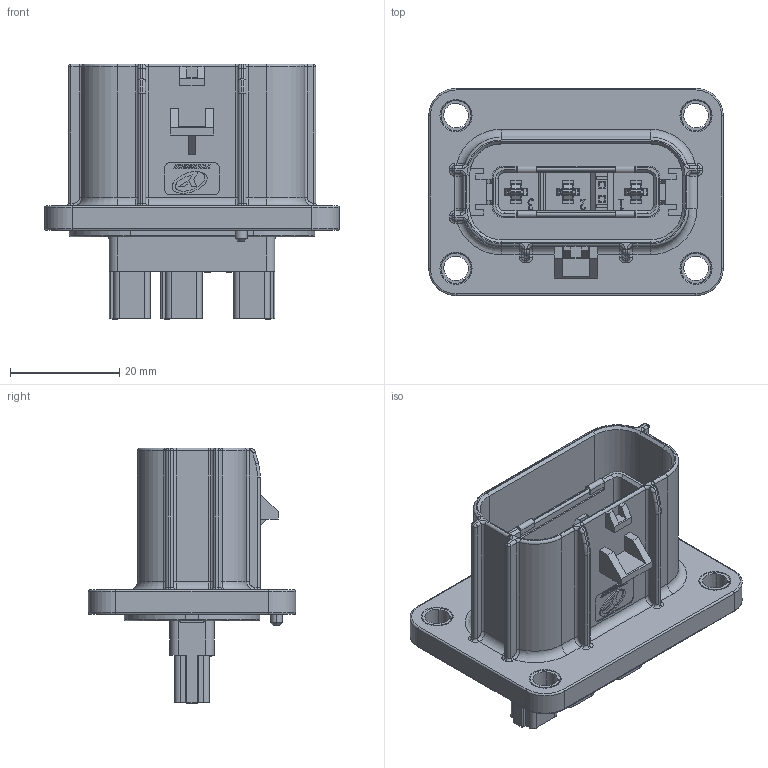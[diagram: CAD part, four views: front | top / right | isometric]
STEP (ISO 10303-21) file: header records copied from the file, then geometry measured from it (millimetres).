
FILE_DESCRIPTION (( 'STEP AP203' ), '1' );
FILE_NAME ('YG1017插座三维数模.STEP', '2017-07-10T11:03:33', ( 'admin' ), ( ' ' ), 'SwSTEP 2.0', 'SolidWorks 2012', '' );
FILE_SCHEMA (( 'CONFIG_CONTROL_DESIGN' ));
Length unit declared in the file: millimetre
Products named in the file (1): YG1017插座三维数模
Bounding box: 54 x 38 x 46.9 mm (x, y, z)
Volume: 17740.3 mm3; surface area: 20075.5 mm2
Topology: 2 solids, 8 shells, 2039 faces, 5385 edges, 3422 vertices
Faces by surface type: plane 1280, cylinder 539, torus 101, bspline 71, cone 26, sphere 22
Entity records: 66787 total; most frequent: CARTESIAN_POINT 16097, ORIENTED_EDGE 10758, DIRECTION 10269, EDGE_CURVE 5379, LINE 3973, VECTOR 3973, VERTEX_POINT 3422, AXIS2_PLACEMENT_3D 3148
